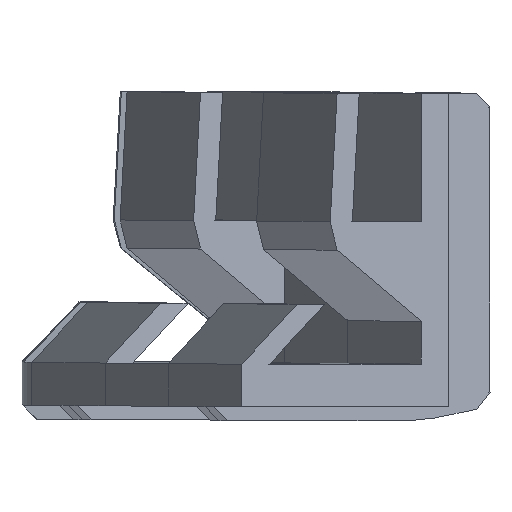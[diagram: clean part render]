
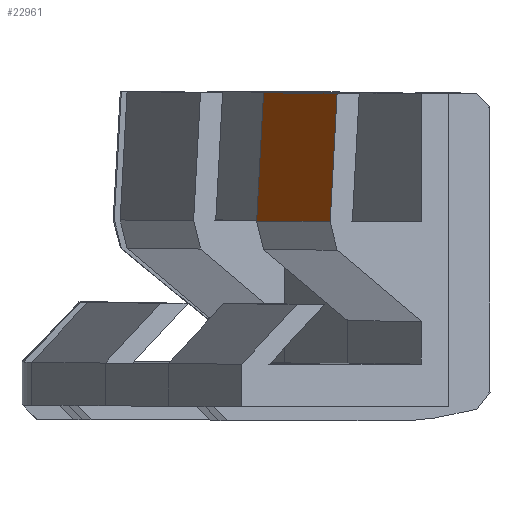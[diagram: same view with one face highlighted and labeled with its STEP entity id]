
A CAD part, left-side view. The second image highlights one B-rep face of the part: STEP entity #22961.
In plain terms, the highlighted face is planar.
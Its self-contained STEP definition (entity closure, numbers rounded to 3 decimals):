
#21066 = PLANE('',#21067);
#21067 = AXIS2_PLACEMENT_3D('',#21068,#21069,#21070);
#21068 = CARTESIAN_POINT('',(-10.5,5.766,9.503));
#21069 = DIRECTION('',(-1.,0.,0.));
#21070 = DIRECTION('',(0.,0.,1.));
#21500 = PLANE('',#21501);
#21501 = AXIS2_PLACEMENT_3D('',#21502,#21503,#21504);
#21502 = CARTESIAN_POINT('',(10.5,5.766,9.503));
#21503 = DIRECTION('',(-1.,0.,0.));
#21504 = DIRECTION('',(0.,0.,1.));
#21760 = VERTEX_POINT('',#21761);
#21761 = CARTESIAN_POINT('',(-10.5,8.1,22.));
#21775 = PLANE('',#21776);
#21776 = AXIS2_PLACEMENT_3D('',#21777,#21778,#21779);
#21777 = CARTESIAN_POINT('',(0.,6.5,22.));
#21778 = DIRECTION('',(0.,0.,-1.));
#21779 = DIRECTION('',(0.,1.,0.));
#21787 = EDGE_CURVE('',#21760,#21788,#21790,.T.);
#21788 = VERTEX_POINT('',#21789);
#21789 = CARTESIAN_POINT('',(-10.5,8.6,13.));
#21790 = SURFACE_CURVE('',#21791,(#21795,#21802),.PCURVE_S1.);
#21791 = LINE('',#21792,#21793);
#21792 = CARTESIAN_POINT('',(-10.5,8.1,22.));
#21793 = VECTOR('',#21794,1.);
#21794 = DIRECTION('',(0.,0.055,-0.998));
#21795 = PCURVE('',#21066,#21796);
#21796 = DEFINITIONAL_REPRESENTATION('',(#21797),#21801);
#21797 = LINE('',#21798,#21799);
#21798 = CARTESIAN_POINT('',(12.497,2.334));
#21799 = VECTOR('',#21800,1.);
#21800 = DIRECTION('',(-0.998,0.055));
#21801 = ( GEOMETRIC_REPRESENTATION_CONTEXT(2) 
PARAMETRIC_REPRESENTATION_CONTEXT() REPRESENTATION_CONTEXT('2D SPACE',''
  ) );
#21802 = PCURVE('',#21803,#21808);
#21803 = PLANE('',#21804);
#21804 = AXIS2_PLACEMENT_3D('',#21805,#21806,#21807);
#21805 = CARTESIAN_POINT('',(0.,8.1,22.));
#21806 = DIRECTION('',(-0.,-0.998,-0.055));
#21807 = DIRECTION('',(0.,0.055,-0.998));
#21808 = DEFINITIONAL_REPRESENTATION('',(#21809),#21813);
#21809 = LINE('',#21810,#21811);
#21810 = CARTESIAN_POINT('',(0.,-10.5));
#21811 = VECTOR('',#21812,1.);
#21812 = DIRECTION('',(1.,0.));
#21813 = ( GEOMETRIC_REPRESENTATION_CONTEXT(2) 
PARAMETRIC_REPRESENTATION_CONTEXT() REPRESENTATION_CONTEXT('2D SPACE',''
  ) );
#21831 = PLANE('',#21832);
#21832 = AXIS2_PLACEMENT_3D('',#21833,#21834,#21835);
#21833 = CARTESIAN_POINT('',(0.,8.6,13.));
#21834 = DIRECTION('',(0.,-0.97,0.243));
#21835 = DIRECTION('',(-0.,-0.243,-0.97));
#22606 = VERTEX_POINT('',#22607);
#22607 = CARTESIAN_POINT('',(10.5,8.1,22.));
#22628 = EDGE_CURVE('',#22606,#22629,#22631,.T.);
#22629 = VERTEX_POINT('',#22630);
#22630 = CARTESIAN_POINT('',(10.5,8.6,13.));
#22631 = SURFACE_CURVE('',#22632,(#22636,#22643),.PCURVE_S1.);
#22632 = LINE('',#22633,#22634);
#22633 = CARTESIAN_POINT('',(10.5,8.1,22.));
#22634 = VECTOR('',#22635,1.);
#22635 = DIRECTION('',(0.,0.055,-0.998));
#22636 = PCURVE('',#21500,#22637);
#22637 = DEFINITIONAL_REPRESENTATION('',(#22638),#22642);
#22638 = LINE('',#22639,#22640);
#22639 = CARTESIAN_POINT('',(12.497,2.334));
#22640 = VECTOR('',#22641,1.);
#22641 = DIRECTION('',(-0.998,0.055));
#22642 = ( GEOMETRIC_REPRESENTATION_CONTEXT(2) 
PARAMETRIC_REPRESENTATION_CONTEXT() REPRESENTATION_CONTEXT('2D SPACE',''
  ) );
#22643 = PCURVE('',#21803,#22644);
#22644 = DEFINITIONAL_REPRESENTATION('',(#22645),#22649);
#22645 = LINE('',#22646,#22647);
#22646 = CARTESIAN_POINT('',(0.,10.5));
#22647 = VECTOR('',#22648,1.);
#22648 = DIRECTION('',(1.,0.));
#22649 = ( GEOMETRIC_REPRESENTATION_CONTEXT(2) 
PARAMETRIC_REPRESENTATION_CONTEXT() REPRESENTATION_CONTEXT('2D SPACE',''
  ) );
#22939 = EDGE_CURVE('',#22606,#21760,#22940,.T.);
#22940 = SURFACE_CURVE('',#22941,(#22945,#22952),.PCURVE_S1.);
#22941 = LINE('',#22942,#22943);
#22942 = CARTESIAN_POINT('',(10.5,8.1,22.));
#22943 = VECTOR('',#22944,1.);
#22944 = DIRECTION('',(-1.,0.,0.));
#22945 = PCURVE('',#21775,#22946);
#22946 = DEFINITIONAL_REPRESENTATION('',(#22947),#22951);
#22947 = LINE('',#22948,#22949);
#22948 = CARTESIAN_POINT('',(1.6,10.5));
#22949 = VECTOR('',#22950,1.);
#22950 = DIRECTION('',(0.,-1.));
#22951 = ( GEOMETRIC_REPRESENTATION_CONTEXT(2) 
PARAMETRIC_REPRESENTATION_CONTEXT() REPRESENTATION_CONTEXT('2D SPACE',''
  ) );
#22952 = PCURVE('',#21803,#22953);
#22953 = DEFINITIONAL_REPRESENTATION('',(#22954),#22958);
#22954 = LINE('',#22955,#22956);
#22955 = CARTESIAN_POINT('',(0.,10.5));
#22956 = VECTOR('',#22957,1.);
#22957 = DIRECTION('',(0.,-1.));
#22958 = ( GEOMETRIC_REPRESENTATION_CONTEXT(2) 
PARAMETRIC_REPRESENTATION_CONTEXT() REPRESENTATION_CONTEXT('2D SPACE',''
  ) );
#22961 = ADVANCED_FACE('',(#22962),#21803,.F.);
#22962 = FACE_BOUND('',#22963,.F.);
#22963 = EDGE_LOOP('',(#22964,#22965,#22986,#22987));
#22964 = ORIENTED_EDGE('',*,*,#21787,.T.);
#22965 = ORIENTED_EDGE('',*,*,#22966,.F.);
#22966 = EDGE_CURVE('',#22629,#21788,#22967,.T.);
#22967 = SURFACE_CURVE('',#22968,(#22972,#22979),.PCURVE_S1.);
#22968 = LINE('',#22969,#22970);
#22969 = CARTESIAN_POINT('',(10.5,8.6,13.));
#22970 = VECTOR('',#22971,1.);
#22971 = DIRECTION('',(-1.,0.,0.));
#22972 = PCURVE('',#21803,#22973);
#22973 = DEFINITIONAL_REPRESENTATION('',(#22974),#22978);
#22974 = LINE('',#22975,#22976);
#22975 = CARTESIAN_POINT('',(9.014,10.5));
#22976 = VECTOR('',#22977,1.);
#22977 = DIRECTION('',(0.,-1.));
#22978 = ( GEOMETRIC_REPRESENTATION_CONTEXT(2) 
PARAMETRIC_REPRESENTATION_CONTEXT() REPRESENTATION_CONTEXT('2D SPACE',''
  ) );
#22979 = PCURVE('',#21831,#22980);
#22980 = DEFINITIONAL_REPRESENTATION('',(#22981),#22985);
#22981 = LINE('',#22982,#22983);
#22982 = CARTESIAN_POINT('',(-0.,10.5));
#22983 = VECTOR('',#22984,1.);
#22984 = DIRECTION('',(0.,-1.));
#22985 = ( GEOMETRIC_REPRESENTATION_CONTEXT(2) 
PARAMETRIC_REPRESENTATION_CONTEXT() REPRESENTATION_CONTEXT('2D SPACE',''
  ) );
#22986 = ORIENTED_EDGE('',*,*,#22628,.F.);
#22987 = ORIENTED_EDGE('',*,*,#22939,.T.);
